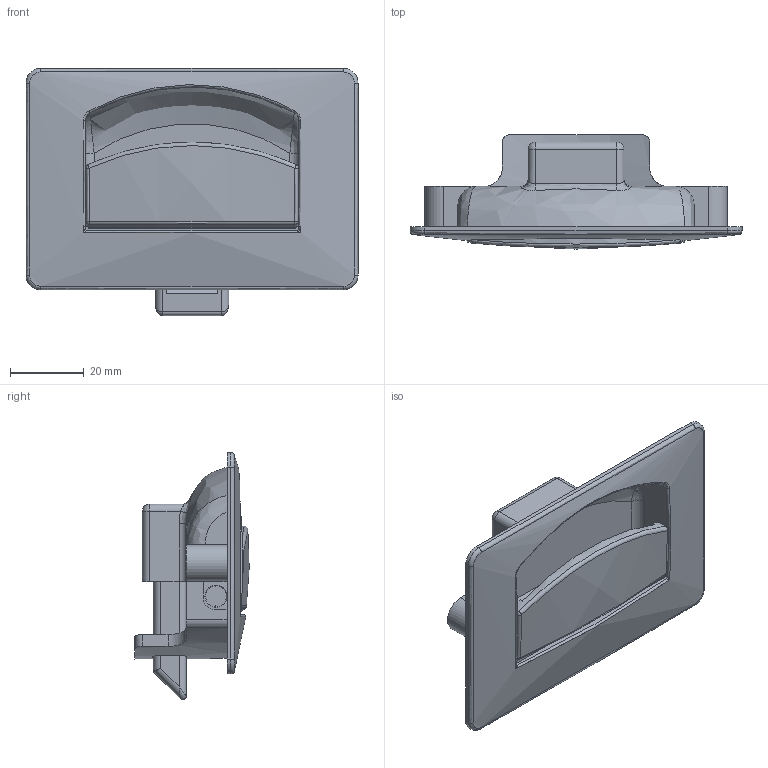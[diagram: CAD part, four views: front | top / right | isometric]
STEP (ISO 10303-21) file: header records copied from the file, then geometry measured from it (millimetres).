
FILE_DESCRIPTION( (''), '2;1');
FILE_NAME ('PC50.24160.THA_455_H_6628.stp','2021-03-16T09:40:04',(''),(''),'spGate 17.5.1','','');
FILE_SCHEMA (('AUTOMOTIVE_DESIGN'));
Length unit declared in the file: millimetre
Products named in the file (4): Assembly; latch; handle; base
Assembly tree (3 placements, depth 2):
  Assembly
    latch
    handle
    base
Bounding box: 90 x 30.99 x 67 mm (x, y, z)
Volume: 37772 mm3; surface area: 26828.9 mm2
Topology: 3 solids, 3 shells, 222 faces, 575 edges, 352 vertices
Faces by surface type: plane 93, cylinder 68, bspline 53, sphere 8
Entity records: 13249 total; most frequent: CARTESIAN_POINT 3626, ORIENTED_EDGE 1130, DIRECTION 959, COLOUR_RGB 790, PRESENTATION_STYLE_ASSIGNMENT 790, STYLED_ITEM 790, EDGE_CURVE 565, DRAUGHTING_PRE_DEFINED_CURVE_FONT 565
